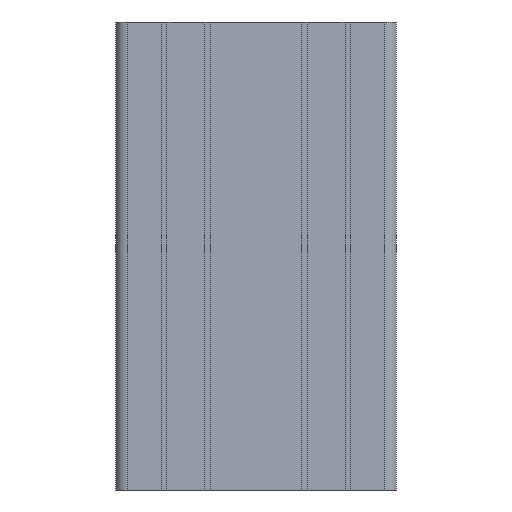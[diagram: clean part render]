
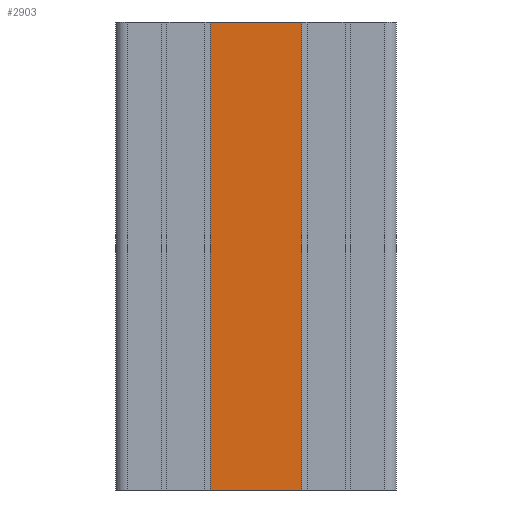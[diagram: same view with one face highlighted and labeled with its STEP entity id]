
A CAD part, front view. The second image highlights one B-rep face of the part: STEP entity #2903.
In plain terms, the highlighted planar face has unit normal (0, -1, 0).
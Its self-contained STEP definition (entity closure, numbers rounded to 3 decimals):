
#233=FACE_OUTER_BOUND('',#373,.T.);
#373=EDGE_LOOP('',(#2365,#2366,#2367,#2368));
#755=LINE('',#4664,#1125);
#756=LINE('',#4667,#1126);
#757=LINE('',#4669,#1127);
#758=LINE('',#4670,#1128);
#1125=VECTOR('',#3831,10.);
#1126=VECTOR('',#3834,10.);
#1127=VECTOR('',#3835,10.);
#1128=VECTOR('',#3836,10.);
#1403=VERTEX_POINT('',#4660);
#1404=VERTEX_POINT('',#4662);
#1405=VERTEX_POINT('',#4666);
#1406=VERTEX_POINT('',#4668);
#1815=EDGE_CURVE('',#1403,#1404,#755,.T.);
#1816=EDGE_CURVE('',#1403,#1405,#756,.T.);
#1817=EDGE_CURVE('',#1406,#1404,#757,.T.);
#1818=EDGE_CURVE('',#1405,#1406,#758,.T.);
#2365=ORIENTED_EDGE('',*,*,#1816,.F.);
#2366=ORIENTED_EDGE('',*,*,#1815,.T.);
#2367=ORIENTED_EDGE('',*,*,#1817,.F.);
#2368=ORIENTED_EDGE('',*,*,#1818,.F.);
#2763=PLANE('',#3101);
#2903=ADVANCED_FACE('',(#233),#2763,.T.);
#3101=AXIS2_PLACEMENT_3D('',#4665,#3832,#3833);
#3831=DIRECTION('',(0.,0.,1.));
#3832=DIRECTION('center_axis',(0.,-1.,0.));
#3833=DIRECTION('ref_axis',(1.,0.,0.));
#3834=DIRECTION('',(-1.,0.,0.));
#3835=DIRECTION('',(1.,0.,0.));
#3836=DIRECTION('',(0.,0.,1.));
#4660=CARTESIAN_POINT('',(79.8,-44.988,0.));
#4662=CARTESIAN_POINT('',(79.8,-44.988,100.));
#4664=CARTESIAN_POINT('',(79.8,-44.988,0.));
#4665=CARTESIAN_POINT('Origin',(60.2,-44.988,0.));
#4666=CARTESIAN_POINT('',(60.2,-44.988,0.));
#4667=CARTESIAN_POINT('',(67.5,-44.988,0.));
#4668=CARTESIAN_POINT('',(60.2,-44.988,100.));
#4669=CARTESIAN_POINT('',(67.5,-44.988,100.));
#4670=CARTESIAN_POINT('',(60.2,-44.988,0.));
